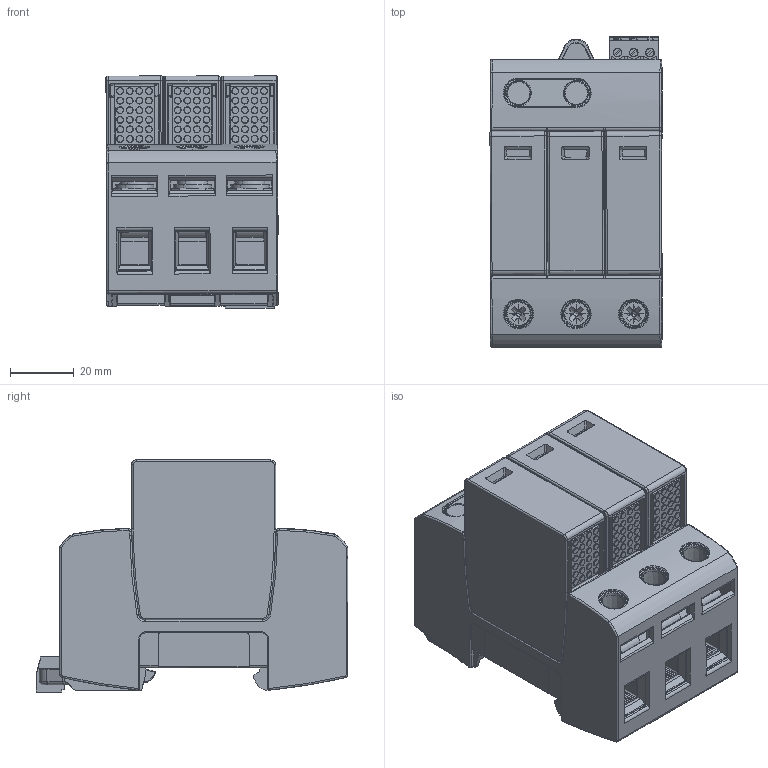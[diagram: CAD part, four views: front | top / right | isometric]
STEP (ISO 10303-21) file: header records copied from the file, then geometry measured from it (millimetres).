
FILE_DESCRIPTION(/* description */ (''),/* implementation_level */ '2;1');
FILE_NAME(/* name */ '901575.sat.iam.stp',/* time_stamp */ '2021-08-02T10:45:34+02:00',/* author */ ('ENG41718'),/* organization */ (''),/* preprocessor_version */ 'ST-DEVELOPER v17.2',/* originating_system */ 'Autodesk Inventor 2019',/* authorisation */ '');
FILE_SCHEMA (('AUTOMOTIVE_DESIGN { 1 0 10303 214 3 1 1 }'));
Products named in the file (6): 901575.sat; 901575; 901575_1; 901575_2; 901575_3; 901575_4
Assembly tree (5 placements, depth 2):
  901575.sat
    901575
    901575_1
    901575_2
    901575_3
    901575_4
Bounding box: 53.78 x 97.3 x 72.55 mm (x, y, z)
Volume: 211509.2 mm3; surface area: 103204.7 mm2
Topology: 5 solids, 5 shells, 5094 faces, 13244 edges, 8174 vertices
Faces by surface type: plane 2491, cylinder 1473, bspline 768, cone 362
Entity records: 200979 total; most frequent: CARTESIAN_POINT 79458, ORIENTED_EDGE 26252, DIRECTION 20717, EDGE_CURVE 13126, VERTEX_POINT 8174, LINE 7847, VECTOR 7847, AXIS2_PLACEMENT_3D 6435
